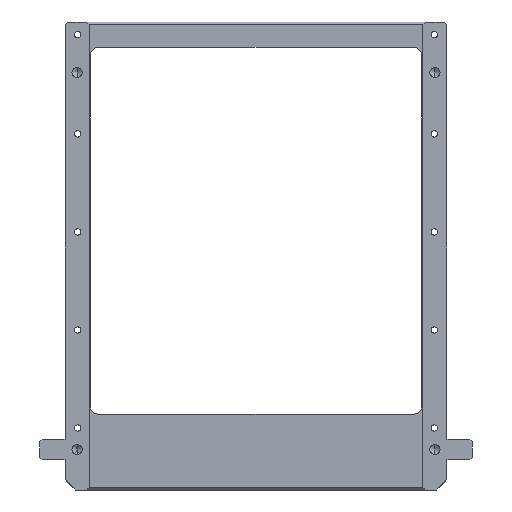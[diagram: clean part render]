
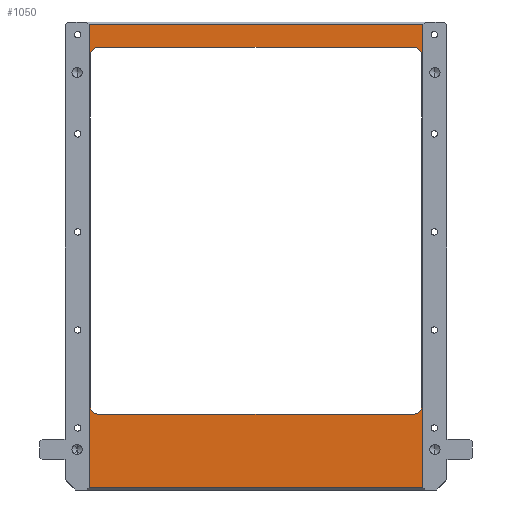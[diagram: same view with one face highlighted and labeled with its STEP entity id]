
A CAD part, front view. The second image highlights one B-rep face of the part: STEP entity #1050.
In plain terms, the highlighted planar face has unit normal (0, -1, 0).
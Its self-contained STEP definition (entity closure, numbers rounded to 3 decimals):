
#55 = DIRECTION ( 'NONE',  ( 0., 0., -1. ) ) ;
#70 = VERTEX_POINT ( 'NONE', #2780 ) ;
#95 = EDGE_CURVE ( 'NONE', #142, #1180, #2873, .T. ) ;
#100 = AXIS2_PLACEMENT_3D ( 'NONE', #1959, #2492, #3601 ) ;
#110 = EDGE_CURVE ( 'NONE', #2503, #2462, #3559, .T. ) ;
#131 = CARTESIAN_POINT ( 'NONE',  ( 0., 0.75, 0. ) ) ;
#142 = VERTEX_POINT ( 'NONE', #1859 ) ;
#150 = DIRECTION ( 'NONE',  ( 0., 1., 0. ) ) ;
#170 = CARTESIAN_POINT ( 'NONE',  ( 114.61, 0.75, 175.642 ) ) ;
#231 = ORIENTED_EDGE ( 'NONE', *, *, #2655, .T. ) ;
#311 = CARTESIAN_POINT ( 'NONE',  ( -16.89, 0.75, 188.642 ) ) ;
#372 = CIRCLE ( 'NONE', #2305, 3. ) ;
#471 = DIRECTION ( 'NONE',  ( 0., 0., -1. ) ) ;
#478 = DIRECTION ( 'NONE',  ( -1., 0., 0. ) ) ;
#535 = ORIENTED_EDGE ( 'NONE', *, *, #1625, .T. ) ;
#590 = AXIS2_PLACEMENT_3D ( 'NONE', #2195, #1051, #1624 ) ;
#604 = LINE ( 'NONE', #311, #2759 ) ;
#689 = ORIENTED_EDGE ( 'NONE', *, *, #1804, .T. ) ;
#692 = CARTESIAN_POINT ( 'NONE',  ( -13.39, 0.75, 178.642 ) ) ;
#694 = ORIENTED_EDGE ( 'NONE', *, *, #2020, .F. ) ;
#744 = VERTEX_POINT ( 'NONE', #2995 ) ;
#755 = CARTESIAN_POINT ( 'NONE',  ( 114.61, 0.75, 178.642 ) ) ;
#784 = CARTESIAN_POINT ( 'NONE',  ( -16.39, 0.75, 36.642 ) ) ;
#895 = CARTESIAN_POINT ( 'NONE',  ( -16.39, 0.75, 178.642 ) ) ;
#947 = DIRECTION ( 'NONE',  ( 0., 0., 1. ) ) ;
#949 = FACE_OUTER_BOUND ( 'NONE', #3416, .T. ) ;
#973 = CIRCLE ( 'NONE', #100, 3. ) ;
#1008 = ORIENTED_EDGE ( 'NONE', *, *, #1143, .T. ) ;
#1027 = DIRECTION ( 'NONE',  ( 0., 0., -1. ) ) ;
#1050 = ADVANCED_FACE ( 'NONE', ( #949, #2034 ), #2650, .T. ) ;
#1051 = DIRECTION ( 'NONE',  ( 0., 1., 0. ) ) ;
#1069 = CARTESIAN_POINT ( 'NONE',  ( 115.11, 0.75, 4.642 ) ) ;
#1143 = EDGE_CURVE ( 'NONE', #1938, #3445, #372, .T. ) ;
#1152 = VECTOR ( 'NONE', #471, 1000. ) ;
#1180 = VERTEX_POINT ( 'NONE', #170 ) ;
#1182 = EDGE_CURVE ( 'NONE', #1180, #70, #1605, .T. ) ;
#1192 = ORIENTED_EDGE ( 'NONE', *, *, #110, .T. ) ;
#1209 = ORIENTED_EDGE ( 'NONE', *, *, #2515, .F. ) ;
#1239 = VECTOR ( 'NONE', #1027, 1000. ) ;
#1247 = ORIENTED_EDGE ( 'NONE', *, *, #1182, .T. ) ;
#1286 = ORIENTED_EDGE ( 'NONE', *, *, #95, .T. ) ;
#1341 = LINE ( 'NONE', #1582, #2447 ) ;
#1394 = VECTOR ( 'NONE', #3333, 1000. ) ;
#1436 = DIRECTION ( 'NONE',  ( 0., 0., 1. ) ) ;
#1498 = CARTESIAN_POINT ( 'NONE',  ( -16.89, 0.75, 187.642 ) ) ;
#1582 = CARTESIAN_POINT ( 'NONE',  ( -16.39, 0.75, 33.642 ) ) ;
#1605 = LINE ( 'NONE', #755, #1239 ) ;
#1624 = DIRECTION ( 'NONE',  ( 0., 0., -1. ) ) ;
#1625 = EDGE_CURVE ( 'NONE', #1946, #1938, #1341, .T. ) ;
#1754 = VECTOR ( 'NONE', #947, 1000. ) ;
#1759 = LINE ( 'NONE', #895, #1754 ) ;
#1804 = EDGE_CURVE ( 'NONE', #3187, #142, #2513, .T. ) ;
#1859 = CARTESIAN_POINT ( 'NONE',  ( 111.61, 0.75, 178.642 ) ) ;
#1866 = CARTESIAN_POINT ( 'NONE',  ( 115.11, 0.75, 188.642 ) ) ;
#1920 = ORIENTED_EDGE ( 'NONE', *, *, #2936, .T. ) ;
#1934 = CIRCLE ( 'NONE', #2805, 3. ) ;
#1938 = VERTEX_POINT ( 'NONE', #2620 ) ;
#1946 = VERTEX_POINT ( 'NONE', #2320 ) ;
#1954 = CARTESIAN_POINT ( 'NONE',  ( 115.11, 0.75, 187.642 ) ) ;
#1959 = CARTESIAN_POINT ( 'NONE',  ( 111.61, 0.75, 36.642 ) ) ;
#1978 = LINE ( 'NONE', #2498, #3048 ) ;
#2020 = EDGE_CURVE ( 'NONE', #2486, #2462, #3276, .T. ) ;
#2034 = FACE_BOUND ( 'NONE', #2071, .T. ) ;
#2071 = EDGE_LOOP ( 'NONE', ( #535, #1008, #231, #3365, #689, #1286, #1247, #3181 ) ) ;
#2072 = DIRECTION ( 'NONE',  ( 0., -1., 0. ) ) ;
#2150 = CARTESIAN_POINT ( 'NONE',  ( 115.11, 0.75, 4.642 ) ) ;
#2182 = EDGE_CURVE ( 'NONE', #70, #1946, #973, .T. ) ;
#2195 = CARTESIAN_POINT ( 'NONE',  ( 111.61, 0.75, 175.642 ) ) ;
#2247 = AXIS2_PLACEMENT_3D ( 'NONE', #131, #2072, #55 ) ;
#2257 = CARTESIAN_POINT ( 'NONE',  ( -16.89, 0.75, 4.642 ) ) ;
#2305 = AXIS2_PLACEMENT_3D ( 'NONE', #2408, #150, #3553 ) ;
#2320 = CARTESIAN_POINT ( 'NONE',  ( 111.61, 0.75, 33.642 ) ) ;
#2408 = CARTESIAN_POINT ( 'NONE',  ( -13.39, 0.75, 36.642 ) ) ;
#2447 = VECTOR ( 'NONE', #478, 1000. ) ;
#2462 = VERTEX_POINT ( 'NONE', #2150 ) ;
#2486 = VERTEX_POINT ( 'NONE', #1954 ) ;
#2492 = DIRECTION ( 'NONE',  ( 0., 1., 0. ) ) ;
#2498 = CARTESIAN_POINT ( 'NONE',  ( -16.89, 0.75, 187.642 ) ) ;
#2503 = VERTEX_POINT ( 'NONE', #2257 ) ;
#2513 = LINE ( 'NONE', #2546, #1394 ) ;
#2515 = EDGE_CURVE ( 'NONE', #2503, #3520, #604, .T. ) ;
#2546 = CARTESIAN_POINT ( 'NONE',  ( -16.39, 0.75, 178.642 ) ) ;
#2620 = CARTESIAN_POINT ( 'NONE',  ( -13.39, 0.75, 33.642 ) ) ;
#2650 = PLANE ( 'NONE',  #2247 ) ;
#2655 = EDGE_CURVE ( 'NONE', #3445, #744, #1759, .T. ) ;
#2759 = VECTOR ( 'NONE', #1436, 1000. ) ;
#2780 = CARTESIAN_POINT ( 'NONE',  ( 114.61, 0.75, 36.642 ) ) ;
#2785 = DIRECTION ( 'NONE',  ( 0., 1., 0. ) ) ;
#2805 = AXIS2_PLACEMENT_3D ( 'NONE', #3059, #2785, #3308 ) ;
#2873 = CIRCLE ( 'NONE', #590, 3. ) ;
#2936 = EDGE_CURVE ( 'NONE', #2486, #3520, #1978, .T. ) ;
#2995 = CARTESIAN_POINT ( 'NONE',  ( -16.39, 0.75, 175.642 ) ) ;
#3048 = VECTOR ( 'NONE', #3589, 1000. ) ;
#3059 = CARTESIAN_POINT ( 'NONE',  ( -13.39, 0.75, 175.642 ) ) ;
#3181 = ORIENTED_EDGE ( 'NONE', *, *, #2182, .T. ) ;
#3187 = VERTEX_POINT ( 'NONE', #692 ) ;
#3228 = VECTOR ( 'NONE', #3304, 1000. ) ;
#3276 = LINE ( 'NONE', #1866, #1152 ) ;
#3304 = DIRECTION ( 'NONE',  ( 1., 0., 0. ) ) ;
#3308 = DIRECTION ( 'NONE',  ( 0., 0., -1. ) ) ;
#3333 = DIRECTION ( 'NONE',  ( 1., 0., 0. ) ) ;
#3360 = EDGE_CURVE ( 'NONE', #744, #3187, #1934, .T. ) ;
#3365 = ORIENTED_EDGE ( 'NONE', *, *, #3360, .T. ) ;
#3416 = EDGE_LOOP ( 'NONE', ( #694, #1920, #1209, #1192 ) ) ;
#3445 = VERTEX_POINT ( 'NONE', #784 ) ;
#3520 = VERTEX_POINT ( 'NONE', #1498 ) ;
#3553 = DIRECTION ( 'NONE',  ( 0., 0., -1. ) ) ;
#3559 = LINE ( 'NONE', #1069, #3228 ) ;
#3589 = DIRECTION ( 'NONE',  ( -1., 0., 0. ) ) ;
#3601 = DIRECTION ( 'NONE',  ( 0., 0., -1. ) ) ;
